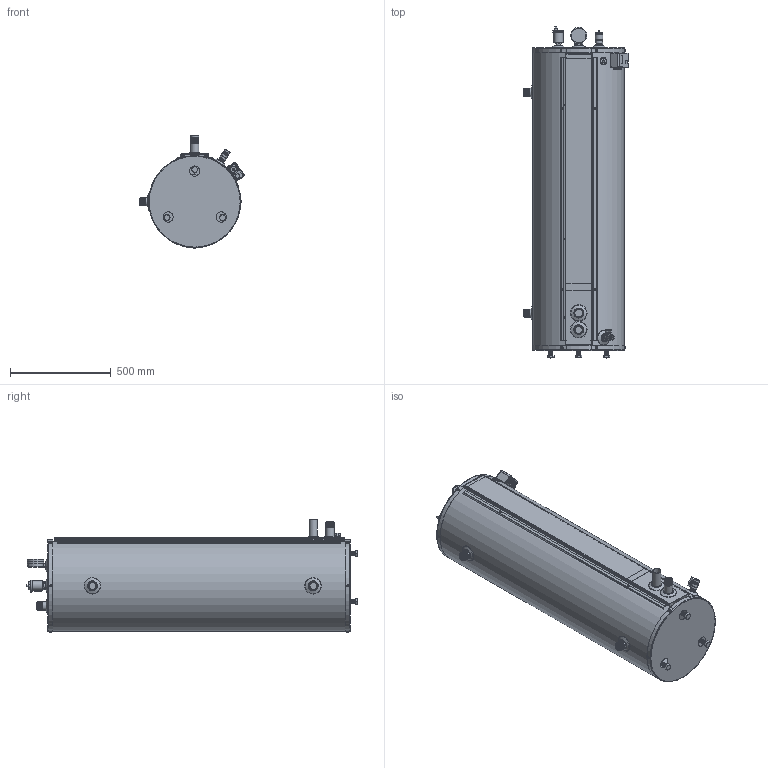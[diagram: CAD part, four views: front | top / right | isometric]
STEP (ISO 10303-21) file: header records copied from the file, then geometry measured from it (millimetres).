
FILE_DESCRIPTION (( 'STEP AP214' ), '1' );
FILE_NAME ('Turbomax 34-TXT(OPTION).STEP', '2019-09-26T18:50:32', ( '' ), ( '' ), 'SwSTEP 2.0', 'SolidWorks 2019', '' );
FILE_SCHEMA (( 'AUTOMOTIVE_DESIGN' ));
Length unit declared in the file: inch
Products named in the file (1): Turbomax 34-TXT(OPTION)
Bounding box: 519.07 x 1651.67 x 560.64 mm (x, y, z)
Volume: 3325314.3 mm3; surface area: 6160660.1 mm2
Topology: 69 solids, 72 shells, 2465 faces, 5548 edges, 3282 vertices
Faces by surface type: plane 913, cone 722, cylinder 618, bspline 117, torus 81, sphere 14
Full cylindrical faces by diameter (mm): 2.381 x2, 3.566 x220, 4.039 x2, 4.763 x6, 4.826 x20, 5.08 x2, 5.105 x14, 5.588 x2, 7.62 x2, 7.937 x1, 9.474 x20, 11.113 x1, 12.065 x1, 12.7 x2, 13.97 x1, 14.097 x1, 14.288 x1, 15.037 x1, 19.05 x72, 20.93 x2, 21.59 x2, 22.225 x2, 23.012 x3, 25.4 x4, 26.67 x2, 30.353 x1, 30.607 x2, 32.131 x1, 32.69 x1, 33.338 x1
Entity records: 134513 total; most frequent: CARTESIAN_POINT 52410, DIRECTION 10254, ORIENTED_EDGE 8616, EDGE_CURVE 4308, AXIS2_PLACEMENT_3D 4097, EDGE_LOOP 3781, VERTEX_POINT 3193, FACE_OUTER_BOUND 2949
